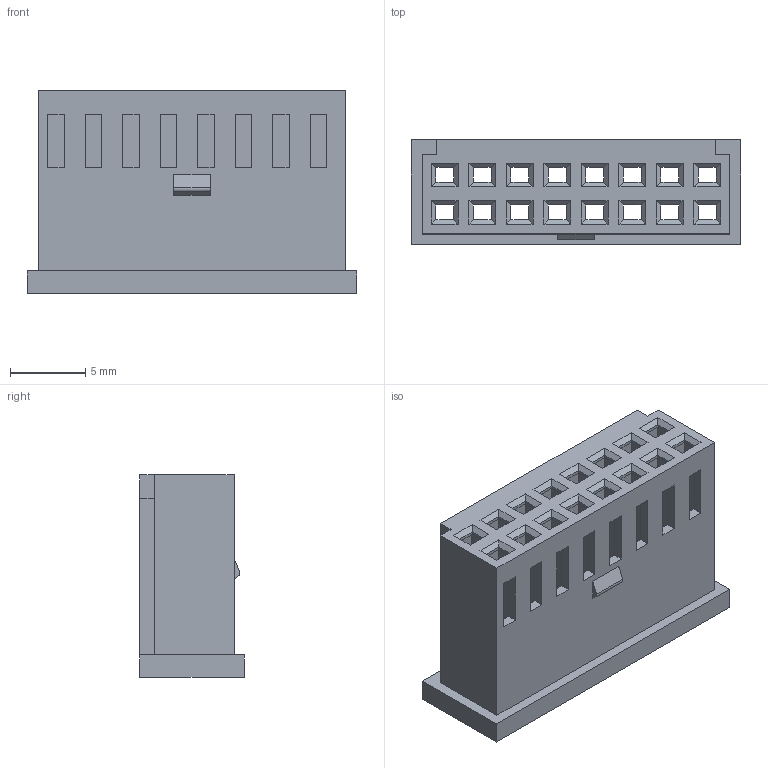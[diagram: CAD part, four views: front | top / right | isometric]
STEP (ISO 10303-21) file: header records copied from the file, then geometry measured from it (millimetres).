
FILE_DESCRIPTION( ('This file contains a STEP AP42 implementation' ,'as created by ZW3D STEP Interface translator.') ,'2;1' );
FILE_NAME( 'WF2548-2H08B01.stp' ,'231013.155511', (''), ('ZWCAD Software Co.'), 'Version 1.0', 'ZW3D to STEP translator', '' );
FILE_SCHEMA(('AUTOMOTIVE_DESIGN { 1 0 10303 214 1 1 1 1 }'));
Length unit declared in the file: millimetre
Products named in the file (2): 0; WF2548-2H08B01
Bounding box: 21.96 x 6.98 x 13.47 mm (x, y, z)
Volume: 913.5 mm3; surface area: 2476.5 mm2
Topology: 1 solids, 1 shells, 372 faces, 1062 edges, 686 vertices
Faces by surface type: plane 371, bspline 1
Entity records: 12326 total; most frequent: CARTESIAN_POINT 2142, ORIENTED_EDGE 2124, DIRECTION 1804, EDGE_CURVE 1062, VECTOR 1060, LINE 1060, VERTEX_POINT 686, EDGE_LOOP 430
